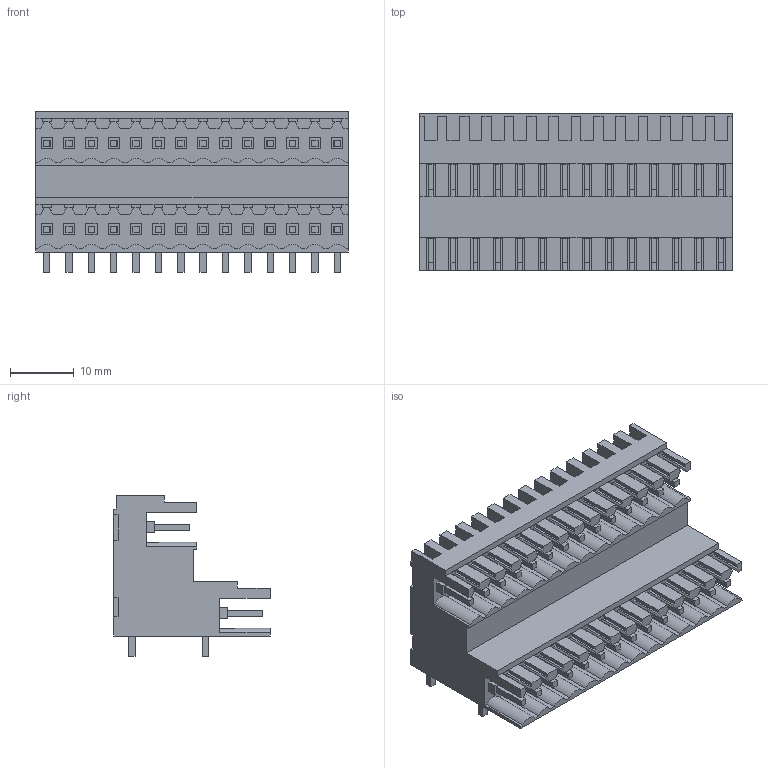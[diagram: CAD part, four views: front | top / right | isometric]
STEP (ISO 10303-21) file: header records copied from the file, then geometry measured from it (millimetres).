
FILE_DESCRIPTION(('CATIA V5R22 STEP214','CAx-IF Rec.Pracs.--- Model Styling and Organization---1.4--- 2014-01-23'),'2;1');
FILE_NAME ('039048-2_0_1642150000_1642150000.stp','2023-03-15T14:38:17+00:00',('none'),('Weidmueller'),'CATIA Version 5-6 Release 2016 SP3 HF44','CATIA V5 STEP AP214','none');
FILE_SCHEMA(('AUTOMOTIVE_DESIGN { 1 0 10303 214 1 1 1 1 }'));
Length unit declared in the file: millimetre
Products named in the file (1): 1642150000
Bounding box: 49 x 24.55 x 25.2 mm (x, y, z)
Volume: 11222.4 mm3; surface area: 14003.3 mm2
Topology: 29 solids, 29 shells, 1513 faces, 4118 edges, 2718 vertices
Faces by surface type: plane 1373, cylinder 140
Entity records: 42569 total; most frequent: ORIENTED_EDGE 8236, CARTESIAN_POINT 7887, DIRECTION 5306, EDGE_CURVE 4118, VECTOR 3838, LINE 3838, VERTEX_POINT 2718, EDGE_LOOP 1624
